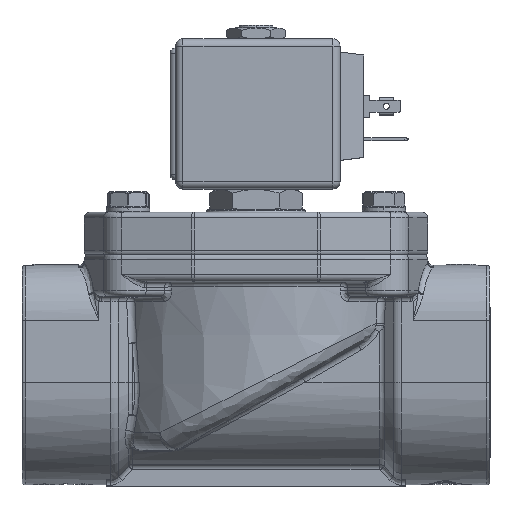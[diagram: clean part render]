
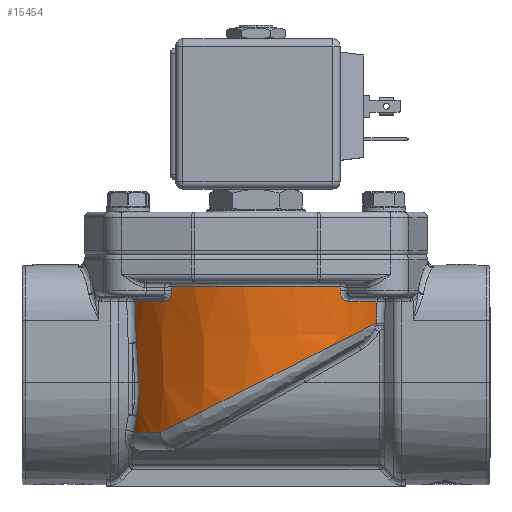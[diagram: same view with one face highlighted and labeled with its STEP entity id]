
A CAD part, top view. The second image highlights one B-rep face of the part: STEP entity #15454.
In plain terms, the highlighted conical face has half-angle 3 degrees and reference radius 40.662 mm.
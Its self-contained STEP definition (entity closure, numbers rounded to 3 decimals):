
#1395=CARTESIAN_POINT('',(40.925,-9.921,
-12.322));
#1396=CARTESIAN_POINT('',(40.913,-9.588,
-12.309));
#1397=CARTESIAN_POINT('',(40.9,-9.255,
-12.296));
#1398=CARTESIAN_POINT('',(40.888,-8.921,
-12.284));
#1400=CARTESIAN_POINT('',(97.106,-12.921,
-21.981));
#1401=CARTESIAN_POINT('',(97.081,-13.574,-22.005));
#1402=CARTESIAN_POINT('',(97.032,-14.88,
-22.053));
#1403=CARTESIAN_POINT('',(96.959,-16.841,
-22.127));
#1404=CARTESIAN_POINT('',(96.91,-18.149,
-22.175));
#1405=CARTESIAN_POINT('',(96.885,-18.804,
-22.2));
#1407=CARTESIAN_POINT('',(96.885,-18.804,
-22.2));
#1408=CARTESIAN_POINT('',(95.71,-19.402,
-20.693));
#1409=CARTESIAN_POINT('',(93.121,-20.719,
-17.818));
#1410=CARTESIAN_POINT('',(88.562,-23.036,
-14.033));
#1411=CARTESIAN_POINT('',(83.398,-25.659,
-10.902));
#1412=CARTESIAN_POINT('',(77.729,-28.535,
-8.543));
#1413=CARTESIAN_POINT('',(71.697,-31.592,
-7.057));
#1414=CARTESIAN_POINT('',(65.47,-34.745,
-6.513));
#1415=CARTESIAN_POINT('',(59.233,-37.899,
-6.934));
#1416=CARTESIAN_POINT('',(53.17,-40.961,
-8.301));
#1417=CARTESIAN_POINT('',(47.453,-43.846,
-10.549));
#1418=CARTESIAN_POINT('',(42.221,-46.483,
-13.583));
#1419=CARTESIAN_POINT('',(39.131,-48.038,
-16.049));
#1420=CARTESIAN_POINT('',(37.694,-48.762,
-17.375));
#1422=CARTESIAN_POINT('',(64.,-48.762,-47.));
#1423=DIRECTION('',(0.,-1.,0.));
#1424=DIRECTION('',(-0.664,0.,0.748));
#1425=AXIS2_PLACEMENT_3D('',#1422,#1423,#1424);
#1427=CARTESIAN_POINT('',(30.681,-48.761,
-25.565));
#1428=CARTESIAN_POINT('',(30.77,-48.278,
-25.38));
#1429=CARTESIAN_POINT('',(30.939,-47.304,
-25.029));
#1430=CARTESIAN_POINT('',(31.163,-45.819,
-24.558));
#1431=CARTESIAN_POINT('',(31.29,-44.819,
-24.282));
#1432=CARTESIAN_POINT('',(31.349,-44.316,
-24.152));
#1434=CARTESIAN_POINT('',(31.349,-44.316,
-24.152));
#1435=CARTESIAN_POINT('',(31.558,-43.289,
-23.76));
#1436=CARTESIAN_POINT('',(31.896,-41.223,
-23.112));
#1437=CARTESIAN_POINT('',(32.124,-38.018,
-22.536));
#1438=CARTESIAN_POINT('',(32.084,-35.95,
-22.41));
#1439=CARTESIAN_POINT('',(32.014,-34.921,
-22.413));
#1441=CARTESIAN_POINT('',(32.014,-34.921,
-22.413));
#1442=CARTESIAN_POINT('',(31.938,-33.727,
-22.41));
#1443=CARTESIAN_POINT('',(31.784,-31.341,
-22.405));
#1444=CARTESIAN_POINT('',(31.546,-27.77,
-22.409));
#1445=CARTESIAN_POINT('',(31.394,-25.395,
-22.404));
#1446=CARTESIAN_POINT('',(31.318,-24.209,
-22.401));
#1448=CARTESIAN_POINT('',(31.318,-24.209,
-22.401));
#1449=CARTESIAN_POINT('',(31.271,-22.951,
-22.354));
#1450=CARTESIAN_POINT('',(31.176,-20.438,
-22.261));
#1451=CARTESIAN_POINT('',(31.036,-16.676,
-22.12));
#1452=CARTESIAN_POINT('',(30.941,-14.172,
-22.027));
#1453=CARTESIAN_POINT('',(30.894,-12.921,
-21.981));
#1455=CARTESIAN_POINT('',(38.652,-12.921,
-14.145));
#1456=CARTESIAN_POINT('',(38.851,-12.922,
-13.991));
#1457=CARTESIAN_POINT('',(39.239,-12.858,
-13.693));
#1458=CARTESIAN_POINT('',(39.813,-12.559,
-13.256));
#1459=CARTESIAN_POINT('',(40.301,-12.079,
-12.881));
#1460=CARTESIAN_POINT('',(40.674,-11.45,
-12.586));
#1461=CARTESIAN_POINT('',(40.899,-10.702,
-12.388));
#1462=CARTESIAN_POINT('',(40.935,-10.188,
-12.332));
#1463=CARTESIAN_POINT('',(40.925,-9.921,
-12.322));
#1465=CARTESIAN_POINT('',(64.,-8.921,-47.));
#1466=DIRECTION('',(0.,1.,0.));
#1467=DIRECTION('',(-0.554,0.,0.832));
#1468=AXIS2_PLACEMENT_3D('',#1465,#1466,#1467);
#1490=CARTESIAN_POINT('',(87.112,-8.921,
-12.284));
#1491=CARTESIAN_POINT('',(87.1,-9.255,
-12.296));
#1492=CARTESIAN_POINT('',(87.087,-9.588,
-12.309));
#1493=CARTESIAN_POINT('',(87.075,-9.921,
-12.322));
#1495=CARTESIAN_POINT('',(89.348,-12.921,
-14.145));
#1496=CARTESIAN_POINT('',(89.145,-12.921,
-13.988));
#1497=CARTESIAN_POINT('',(88.752,-12.855,
-13.687));
#1498=CARTESIAN_POINT('',(88.183,-12.555,
-13.252));
#1499=CARTESIAN_POINT('',(87.697,-12.076,
-12.88));
#1500=CARTESIAN_POINT('',(87.329,-11.453,
-12.588));
#1501=CARTESIAN_POINT('',(87.104,-10.719,
-12.391));
#1502=CARTESIAN_POINT('',(87.066,-10.195,
-12.333));
#1503=CARTESIAN_POINT('',(87.075,-9.921,
-12.322));
#1505=CARTESIAN_POINT('',(64.,-12.921,-47.));
#1506=DIRECTION('',(0.,1.,0.));
#1507=DIRECTION('',(0.611,0.,0.792));
#1508=AXIS2_PLACEMENT_3D('',#1505,#1506,#1507);
#2704=CARTESIAN_POINT('',(64.,-12.921,-47.));
#2705=DIRECTION('',(0.,1.,0.));
#2706=DIRECTION('',(-0.798,0.,0.603));
#2707=AXIS2_PLACEMENT_3D('',#2704,#2705,#2706);
#2801=CARTESIAN_POINT('',(30.681,-48.761,
-25.565));
#12243=CARTESIAN_POINT('',(87.075,-9.921,
-12.322));
#12244=VERTEX_POINT('',#12243);
#12245=VERTEX_POINT('',#1495);
#12246=CARTESIAN_POINT('',(97.106,-12.921,
-21.981));
#12247=VERTEX_POINT('',#12246);
#12250=VERTEX_POINT('',#1405);
#12269=VERTEX_POINT('',#2801);
#12270=CARTESIAN_POINT('',(37.694,-48.762,
-17.375));
#12271=VERTEX_POINT('',#12270);
#12272=CARTESIAN_POINT('',(40.888,-8.921,
-12.284));
#12273=CARTESIAN_POINT('',(87.112,-8.921,
-12.284));
#12274=VERTEX_POINT('',#12272);
#12275=VERTEX_POINT('',#12273);
#12276=VERTEX_POINT('',#1432);
#12277=VERTEX_POINT('',#1439);
#12278=VERTEX_POINT('',#1446);
#12279=VERTEX_POINT('',#1453);
#12280=CARTESIAN_POINT('',(38.652,-12.921,
-14.145));
#12281=VERTEX_POINT('',#12280);
#12282=VERTEX_POINT('',#1463);
#15420=CARTESIAN_POINT('',(64.,-28.842,-47.));
#15421=DIRECTION('',(0.,1.,0.));
#15422=DIRECTION('',(1.,0.,0.));
#15423=AXIS2_PLACEMENT_3D('',#15420,#15421,#15422);
#15424=CONICAL_SURFACE('',#15423,40.662,3.);
#15426=ORIENTED_EDGE('',*,*,#15425,.T.);
#15428=ORIENTED_EDGE('',*,*,#15427,.T.);
#15430=ORIENTED_EDGE('',*,*,#15429,.F.);
#15432=ORIENTED_EDGE('',*,*,#15431,.T.);
#15434=ORIENTED_EDGE('',*,*,#15433,.T.);
#15436=ORIENTED_EDGE('',*,*,#15435,.T.);
#15438=ORIENTED_EDGE('',*,*,#15437,.T.);
#15440=ORIENTED_EDGE('',*,*,#15439,.T.);
#15442=ORIENTED_EDGE('',*,*,#15441,.T.);
#15444=ORIENTED_EDGE('',*,*,#15443,.T.);
#15446=ORIENTED_EDGE('',*,*,#15445,.T.);
#15448=ORIENTED_EDGE('',*,*,#15447,.T.);
#15450=ORIENTED_EDGE('',*,*,#15449,.T.);
#15451=ORIENTED_EDGE('',*,*,#15411,.T.);
#15452=EDGE_LOOP('',(#15426,#15428,#15430,#15432,#15434,#15436,#15438,#15440,
#15442,#15444,#15446,#15448,#15450,#15451));
#15453=FACE_OUTER_BOUND('',#15452,.F.);
#15454=ADVANCED_FACE('',(#15453),#15424,.T.);
#1399=B_SPLINE_CURVE_WITH_KNOTS('',3,(#1395,#1396,#1397,#1398),.UNSPECIFIED.,
.F.,.F.,(4,4),(0.,1.),.UNSPECIFIED.);
#1406=B_SPLINE_CURVE_WITH_KNOTS('',3,(#1400,#1401,#1402,#1403,#1404,#1405),
.UNSPECIFIED.,.F.,.F.,(4,1,1,4),(0.,0.333,0.667,1.),
.UNSPECIFIED.);
#1421=B_SPLINE_CURVE_WITH_KNOTS('',3,(#1407,#1408,#1409,#1410,#1411,#1412,#1413,
#1414,#1415,#1416,#1417,#1418,#1419,#1420),.UNSPECIFIED.,.F.,.F.,(4,1,1,1,1,1,1,
1,1,1,1,4),(0.,0.091,0.182,0.273,
0.364,0.455,0.545,0.636,
0.727,0.818,0.909,1.),.UNSPECIFIED.);
#1426=CIRCLE('',#1425,39.618);
#1433=B_SPLINE_CURVE_WITH_KNOTS('',3,(#1427,#1428,#1429,#1430,#1431,#1432),
.UNSPECIFIED.,.F.,.F.,(4,1,1,4),(0.,0.333,0.667,1.),
.UNSPECIFIED.);
#1440=B_SPLINE_CURVE_WITH_KNOTS('',3,(#1434,#1435,#1436,#1437,#1438,#1439),
.UNSPECIFIED.,.F.,.F.,(4,1,1,4),(0.,0.333,0.667,1.),
.UNSPECIFIED.);
#1447=B_SPLINE_CURVE_WITH_KNOTS('',3,(#1441,#1442,#1443,#1444,#1445,#1446),
.UNSPECIFIED.,.F.,.F.,(4,1,1,4),(0.,0.333,0.667,1.),
.UNSPECIFIED.);
#1454=B_SPLINE_CURVE_WITH_KNOTS('',3,(#1448,#1449,#1450,#1451,#1452,#1453),
.UNSPECIFIED.,.F.,.F.,(4,1,1,4),(0.,0.333,0.667,1.),
.UNSPECIFIED.);
#1464=B_SPLINE_CURVE_WITH_KNOTS('',3,(#1455,#1456,#1457,#1458,#1459,#1460,#1461,
#1462,#1463),.UNSPECIFIED.,.F.,.F.,(4,1,1,1,1,1,4),(0.,0.167,
0.333,0.5,0.667,0.833,1.),
.UNSPECIFIED.);
#1469=CIRCLE('',#1468,41.706);
#1494=B_SPLINE_CURVE_WITH_KNOTS('',3,(#1490,#1491,#1492,#1493),.UNSPECIFIED.,
.F.,.F.,(4,4),(0.,1.),.UNSPECIFIED.);
#1504=B_SPLINE_CURVE_WITH_KNOTS('',3,(#1495,#1496,#1497,#1498,#1499,#1500,#1501,
#1502,#1503),.UNSPECIFIED.,.F.,.F.,(4,1,1,1,1,1,4),(0.,0.167,
0.333,0.5,0.667,0.833,1.),
.UNSPECIFIED.);
#1509=CIRCLE('',#1508,41.497);
#2708=CIRCLE('',#2707,41.497);
#15411=EDGE_CURVE('',#12282,#12274,#1399,.T.);
#15425=EDGE_CURVE('',#12274,#12275,#1469,.T.);
#15427=EDGE_CURVE('',#12275,#12244,#1494,.T.);
#15429=EDGE_CURVE('',#12245,#12244,#1504,.T.);
#15431=EDGE_CURVE('',#12245,#12247,#1509,.T.);
#15433=EDGE_CURVE('',#12247,#12250,#1406,.T.);
#15435=EDGE_CURVE('',#12250,#12271,#1421,.T.);
#15437=EDGE_CURVE('',#12271,#12269,#1426,.T.);
#15439=EDGE_CURVE('',#12269,#12276,#1433,.T.);
#15441=EDGE_CURVE('',#12276,#12277,#1440,.T.);
#15443=EDGE_CURVE('',#12277,#12278,#1447,.T.);
#15445=EDGE_CURVE('',#12278,#12279,#1454,.T.);
#15447=EDGE_CURVE('',#12279,#12281,#2708,.T.);
#15449=EDGE_CURVE('',#12281,#12282,#1464,.T.);
